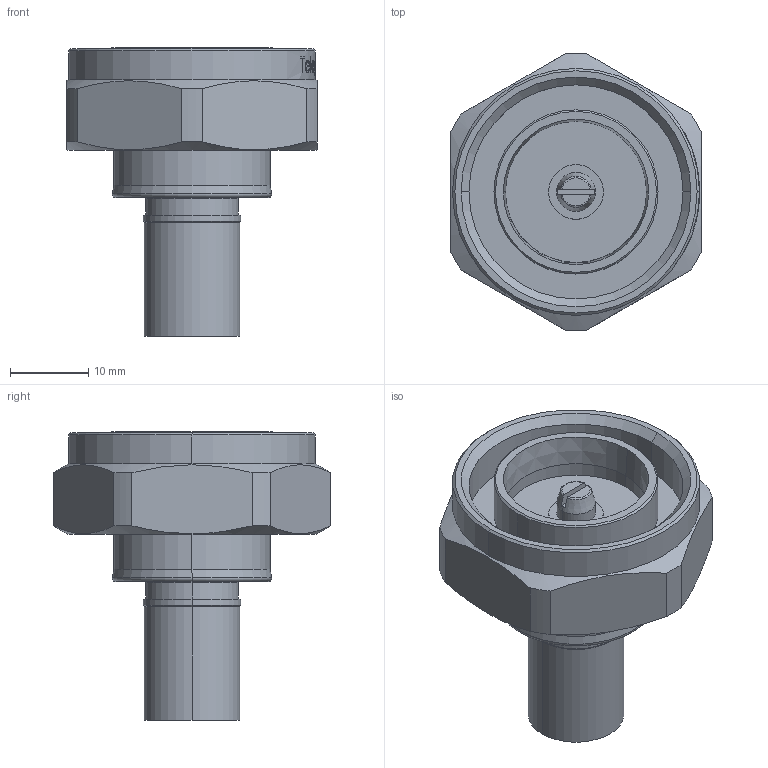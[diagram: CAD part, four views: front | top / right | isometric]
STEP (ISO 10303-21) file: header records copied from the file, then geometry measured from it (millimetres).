
FILE_DESCRIPTION (( 'STEP AP214' ), '1' );
FILE_NAME ('J01120B0092.STEP', '2013-04-24T09:35:51', ( 'Wartung1' ), ( '' ), 'SwSTEP 2.0', 'SolidWorks 2012', '' );
FILE_SCHEMA (( 'AUTOMOTIVE_DESIGN' ));
Length unit declared in the file: millimetre
Products named in the file (1): J01120B0092
Bounding box: 32 x 35.49 x 36.9 mm (x, y, z)
Volume: 11097.2 mm3; surface area: 6125.7 mm2
Topology: 1 solids, 1 shells, 258 faces, 647 edges, 420 vertices
Faces by surface type: plane 88, bspline 78, cylinder 54, cone 30, torus 8
Entity records: 13546 total; most frequent: CARTESIAN_POINT 5013, ORIENTED_EDGE 1294, DIRECTION 983, EDGE_CURVE 647, VERTEX_POINT 420, AXIS2_PLACEMENT_3D 353, EDGE_LOOP 287, LINE 277
